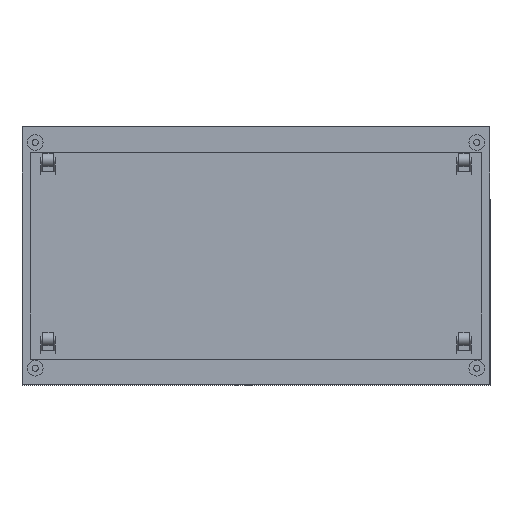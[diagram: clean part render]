
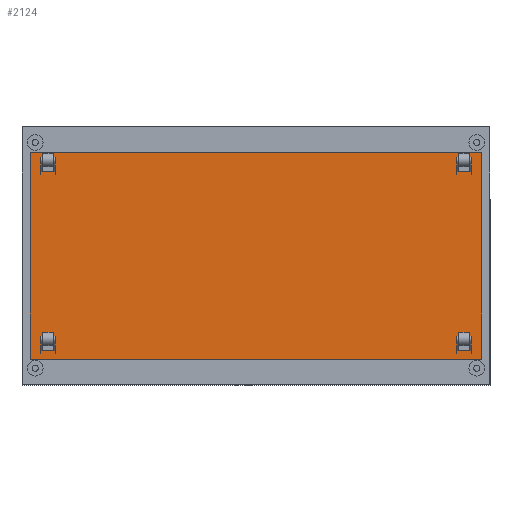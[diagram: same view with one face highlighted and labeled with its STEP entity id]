
A CAD part, front view. The second image highlights one B-rep face of the part: STEP entity #2124.
In plain terms, the highlighted planar face has unit normal (0, -1, 0).
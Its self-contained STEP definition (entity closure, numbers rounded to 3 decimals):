
#209 = VERTEX_POINT ( 'NONE', #628 ) ;
#337 = PLANE ( 'NONE',  #7744 ) ;
#628 = CARTESIAN_POINT ( 'NONE',  ( 578.8, -325.3, -265.05 ) ) ;
#660 = ORIENTED_EDGE ( 'NONE', *, *, #1655, .T. ) ;
#886 = LINE ( 'NONE', #9646, #1729 ) ;
#1009 = EDGE_CURVE ( 'NONE', #1519, #209, #2035, .T. ) ;
#1100 = ORIENTED_EDGE ( 'NONE', *, *, #5725, .T. ) ;
#1223 = LINE ( 'NONE', #4427, #8993 ) ;
#1282 = LINE ( 'NONE', #7420, #10462 ) ;
#1519 = VERTEX_POINT ( 'NONE', #2307 ) ;
#1655 = EDGE_CURVE ( 'NONE', #10995, #1519, #886, .T. ) ;
#1729 = VECTOR ( 'NONE', #5074, 1000. ) ;
#1881 = DIRECTION ( 'NONE',  ( 0., 0., 1. ) ) ;
#2035 = LINE ( 'NONE', #10168, #2165 ) ;
#2124 = ADVANCED_FACE ( 'NONE', ( #10693 ), #337, .T. ) ;
#2165 = VECTOR ( 'NONE', #11068, 1000. ) ;
#2260 = CARTESIAN_POINT ( 'NONE',  ( 578.8, -325.3, 265.05 ) ) ;
#2307 = CARTESIAN_POINT ( 'NONE',  ( -578.8, -325.3, -265.05 ) ) ;
#3263 = ORIENTED_EDGE ( 'NONE', *, *, #1009, .T. ) ;
#3438 = EDGE_CURVE ( 'NONE', #10286, #10995, #1223, .T. ) ;
#4427 = CARTESIAN_POINT ( 'NONE',  ( -578.8, -325.3, 265.05 ) ) ;
#5074 = DIRECTION ( 'NONE',  ( 0., 0., -1. ) ) ;
#5725 = EDGE_CURVE ( 'NONE', #209, #10286, #1282, .T. ) ;
#7006 = EDGE_LOOP ( 'NONE', ( #1100, #8940, #660, #3263 ) ) ;
#7014 = CARTESIAN_POINT ( 'NONE',  ( -578.8, -325.3, 265.05 ) ) ;
#7420 = CARTESIAN_POINT ( 'NONE',  ( 578.8, -325.3, 265.05 ) ) ;
#7608 = CARTESIAN_POINT ( 'NONE',  ( 0., -325.3, 0. ) ) ;
#7744 = AXIS2_PLACEMENT_3D ( 'NONE', #7608, #10288, #9370 ) ;
#7934 = DIRECTION ( 'NONE',  ( -1., 0., 0. ) ) ;
#8940 = ORIENTED_EDGE ( 'NONE', *, *, #3438, .T. ) ;
#8993 = VECTOR ( 'NONE', #7934, 1000. ) ;
#9370 = DIRECTION ( 'NONE',  ( 0., 0., -1. ) ) ;
#9646 = CARTESIAN_POINT ( 'NONE',  ( -578.8, -325.3, 265.05 ) ) ;
#10168 = CARTESIAN_POINT ( 'NONE',  ( -578.8, -325.3, -265.05 ) ) ;
#10286 = VERTEX_POINT ( 'NONE', #2260 ) ;
#10288 = DIRECTION ( 'NONE',  ( 0., -1., 0. ) ) ;
#10462 = VECTOR ( 'NONE', #1881, 1000. ) ;
#10693 = FACE_OUTER_BOUND ( 'NONE', #7006, .T. ) ;
#10995 = VERTEX_POINT ( 'NONE', #7014 ) ;
#11068 = DIRECTION ( 'NONE',  ( 1., 0., 0. ) ) ;
